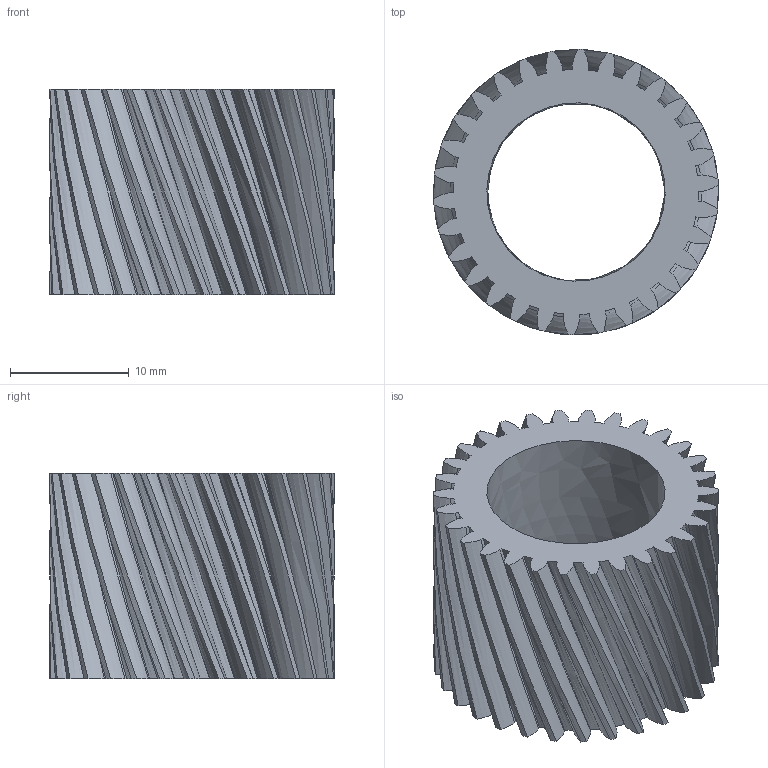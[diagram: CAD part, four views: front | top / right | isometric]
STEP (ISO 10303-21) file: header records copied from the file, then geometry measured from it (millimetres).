
FILE_DESCRIPTION(/* description */ (''),/* implementation_level */ '2;1');
FILE_NAME(/* name */ 'GearFineHel.step',/* time_stamp */ '2023-11-23T20:41:03-05:00',/* author */ (''),/* organization */ (''),/* preprocessor_version */ 'ST-DEVELOPER v20',/* originating_system */ 'Autodesk Translation Framework v12.14.0.127',/* authorisation */ '');
FILE_SCHEMA (('AUTOMOTIVE_DESIGN { 1 0 10303 214 3 1 1 }'));
Length unit declared in the file: millimetre
Products named in the file (1): GearFineHel
Bounding box: 24 x 24 x 17.25 mm (x, y, z)
Volume: 3666.4 mm3; surface area: 3884.2 mm2
Topology: 1 solids, 1 shells, 183 faces, 543 edges, 362 vertices
Faces by surface type: bspline 181, plane 2
Entity records: 10911 total; most frequent: CARTESIAN_POINT 6989, ORIENTED_EDGE 1086, EDGE_CURVE 543, DIRECTION 370, VERTEX_POINT 362, B_SPLINE_CURVE_WITH_KNOTS 301, EDGE_LOOP 185, FACE_OUTER_BOUND 183
